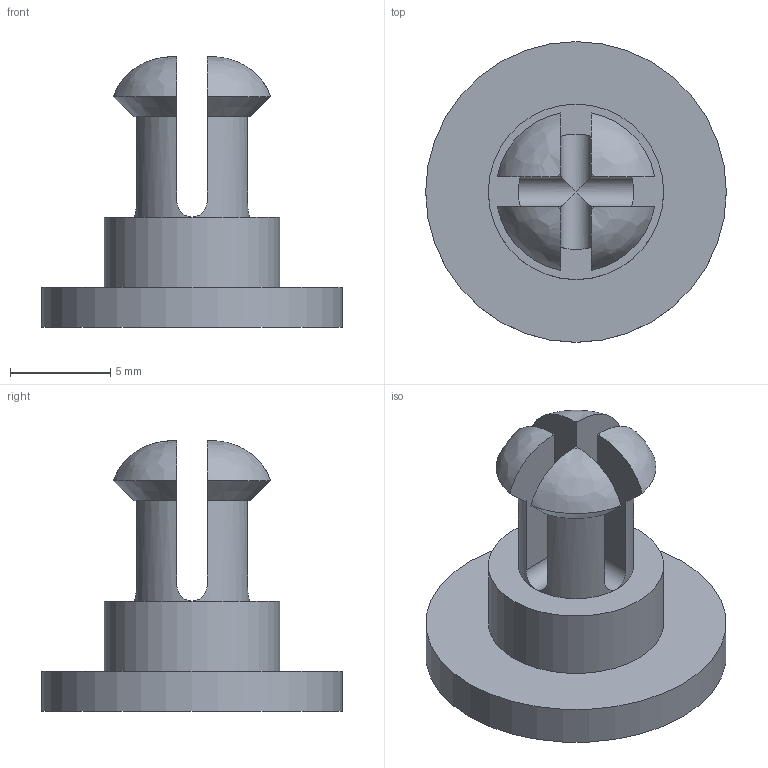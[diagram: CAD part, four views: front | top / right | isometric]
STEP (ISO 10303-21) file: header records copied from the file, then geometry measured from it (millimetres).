
FILE_DESCRIPTION(/* description */ (''),/* implementation_level */ '2;1');
FILE_NAME(/* name */ 'croc to tile v5.step',/* time_stamp */ '2022-04-24T21:27:01-05:00',/* author */ (''),/* organization */ (''),/* preprocessor_version */ 'ST-DEVELOPER v18.1',/* originating_system */ 'Autodesk Translation Framework v10.14.0.1471',/* authorisation */ '');
FILE_SCHEMA (('AUTOMOTIVE_DESIGN { 1 0 10303 214 3 1 1 }'));
Length unit declared in the file: millimetre
Products named in the file (1): croc to tile
Bounding box: 15 x 15 x 13.5 mm (x, y, z)
Volume: 676.4 mm3; surface area: 795.9 mm2
Topology: 1 solids, 1 shells, 37 faces, 90 edges, 57 vertices
Faces by surface type: plane 19, cylinder 10, cone 4, bspline 4
Full cylindrical faces by diameter (mm): 8.75 x1, 15 x1
Entity records: 1249 total; most frequent: CARTESIAN_POINT 393, ORIENTED_EDGE 180, DIRECTION 162, EDGE_CURVE 90, AXIS2_PLACEMENT_3D 62, VERTEX_POINT 57, EDGE_LOOP 39, LINE 38
